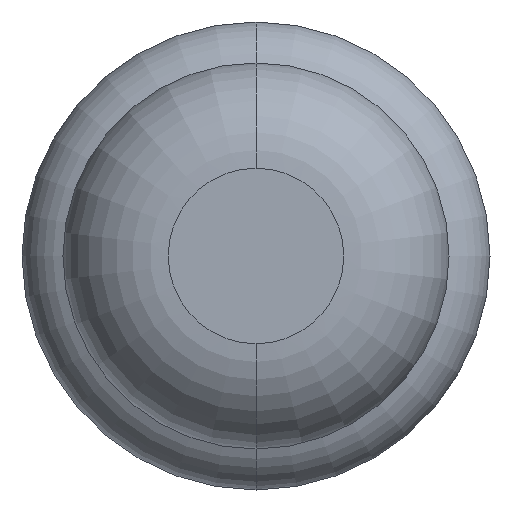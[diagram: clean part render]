
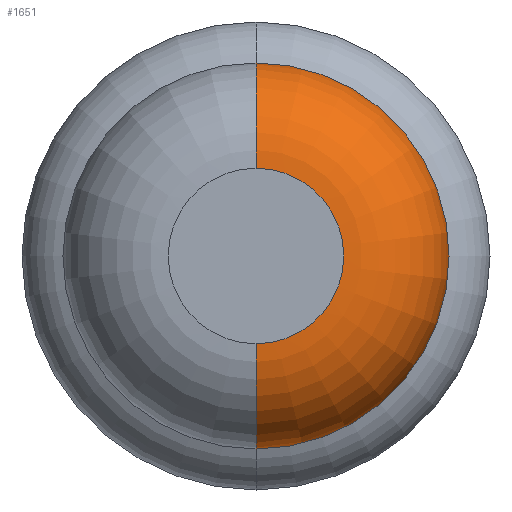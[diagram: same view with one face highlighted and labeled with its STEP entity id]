
A CAD part, front view. The second image highlights one B-rep face of the part: STEP entity #1651.
In plain terms, the highlighted toroidal (fillet/blend) face has major radius 0.375 mm and minor radius 0.45 mm.
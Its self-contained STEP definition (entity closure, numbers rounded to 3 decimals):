
#12 = DIRECTION ( 'NONE',  ( 0., 1., 0. ) ) ;
#33 = EDGE_CURVE ( 'NONE', #3005, #2650, #1517, .T. ) ;
#44 = CIRCLE ( 'NONE', #3596, 0.45 ) ;
#89 = EDGE_CURVE ( 'Defeature ausgef�hrt1_7+Defeature ausgef�hrt1_6+Defeature ausgef�hrt1_6+Defeature ausgef�hrt1_6', #2650, #2373, #1834, .T. ) ;
#392 = ORIENTED_EDGE ( 'NONE', *, *, #33, .F. ) ;
#592 = ORIENTED_EDGE ( 'NONE', *, *, #1402, .T. ) ;
#602 = DIRECTION ( 'NONE',  ( 0., 0., -1. ) ) ;
#611 = DIRECTION ( 'NONE',  ( 1., 0., 0. ) ) ;
#668 = AXIS2_PLACEMENT_3D ( 'NONE', #1358, #1070, #3561 ) ;
#876 = CARTESIAN_POINT ( 'NONE',  ( 0., -30.4, 0. ) ) ;
#1041 = CIRCLE ( 'NONE', #2261, 0.375 ) ;
#1070 = DIRECTION ( 'NONE',  ( 0., 1., 0. ) ) ;
#1141 = DIRECTION ( 'NONE',  ( 0., 1., 0. ) ) ;
#1180 = CARTESIAN_POINT ( 'NONE',  ( 0., -29.95, -0.375 ) ) ;
#1352 = ORIENTED_EDGE ( 'NONE', *, *, #89, .F. ) ;
#1358 = CARTESIAN_POINT ( 'NONE',  ( 0., -29.95, 0. ) ) ;
#1402 = EDGE_CURVE ( 'Defeature ausgef�hrt1_6+Defeature ausgef�hrt1_5+Defeature ausgef�hrt1_5+Defeature ausgef�hrt1_5', #3005, #1776, #1041, .T. ) ;
#1493 = ORIENTED_EDGE ( 'NONE', *, *, #3031, .T. ) ;
#1517 = CIRCLE ( 'NONE', #2408, 0.45 ) ;
#1651 = ADVANCED_FACE ( 'Defeature ausgef�hrt1_6', ( #2123 ), #2421, .T. ) ;
#1711 = CARTESIAN_POINT ( 'NONE',  ( 0., -29.95, 0. ) ) ;
#1776 = VERTEX_POINT ( 'NONE', #1914 ) ;
#1834 = CIRCLE ( 'NONE', #3084, 0.825 ) ;
#1914 = CARTESIAN_POINT ( 'NONE',  ( 0., -30.4, -0.375 ) ) ;
#1941 = DIRECTION ( 'NONE',  ( 0., 0., 1. ) ) ;
#2015 = CARTESIAN_POINT ( 'NONE',  ( 0., -30.4, 0.375 ) ) ;
#2123 = FACE_OUTER_BOUND ( 'NONE', #2635, .T. ) ;
#2261 = AXIS2_PLACEMENT_3D ( 'NONE', #876, #12, #3391 ) ;
#2373 = VERTEX_POINT ( 'NONE', #3022 ) ;
#2408 = AXIS2_PLACEMENT_3D ( 'NONE', #2800, #3630, #1941 ) ;
#2421 = TOROIDAL_SURFACE ( 'NONE', #668, 0.375, 0.45 ) ;
#2635 = EDGE_LOOP ( 'NONE', ( #592, #1493, #1352, #392 ) ) ;
#2650 = VERTEX_POINT ( 'NONE', #3533 ) ;
#2800 = CARTESIAN_POINT ( 'NONE',  ( 0., -29.95, 0.375 ) ) ;
#2848 = DIRECTION ( 'NONE',  ( 0., 0., 1. ) ) ;
#3005 = VERTEX_POINT ( 'NONE', #2015 ) ;
#3022 = CARTESIAN_POINT ( 'NONE',  ( 0., -29.95, -0.825 ) ) ;
#3031 = EDGE_CURVE ( 'NONE', #1776, #2373, #44, .T. ) ;
#3084 = AXIS2_PLACEMENT_3D ( 'NONE', #1711, #1141, #2848 ) ;
#3391 = DIRECTION ( 'NONE',  ( 0., 0., 1. ) ) ;
#3533 = CARTESIAN_POINT ( 'NONE',  ( 0., -29.95, 0.825 ) ) ;
#3561 = DIRECTION ( 'NONE',  ( 0., 0., 1. ) ) ;
#3596 = AXIS2_PLACEMENT_3D ( 'NONE', #1180, #611, #602 ) ;
#3630 = DIRECTION ( 'NONE',  ( -1., 0., 0. ) ) ;
